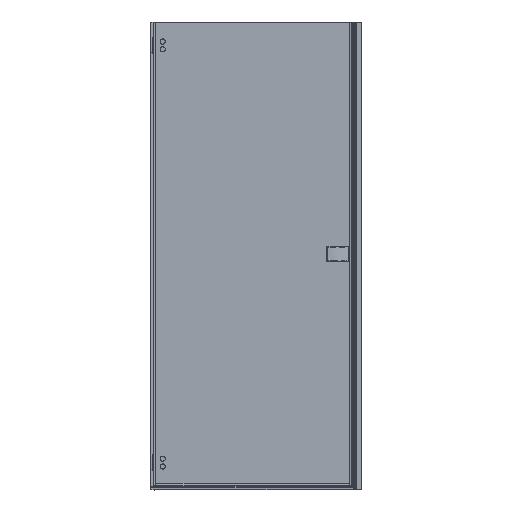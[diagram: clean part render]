
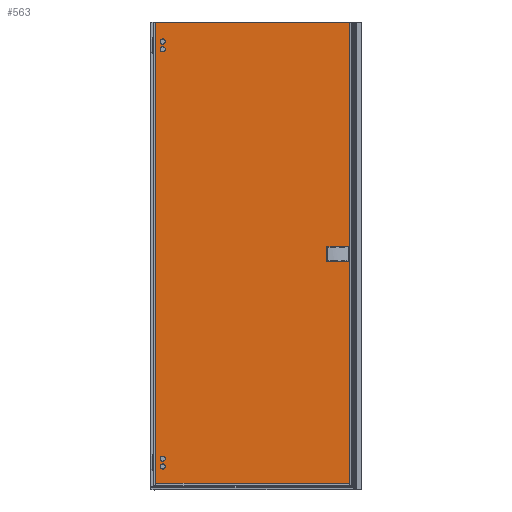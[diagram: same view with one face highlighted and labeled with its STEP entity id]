
A CAD part, top view. The second image highlights one B-rep face of the part: STEP entity #563.
In plain terms, the highlighted planar face has unit normal (0, 0, 1).
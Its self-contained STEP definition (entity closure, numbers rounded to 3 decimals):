
#16=CARTESIAN_POINT('',(374.,17.5,0.));
#17=DIRECTION('',(0.,0.,-1.));
#18=DIRECTION('',(-1.,0.,0.));
#19=AXIS2_PLACEMENT_3D('',#16,#17,#18);
#21=CARTESIAN_POINT('',(374.,17.5,0.));
#22=DIRECTION('',(0.,0.,-1.));
#23=DIRECTION('',(1.,0.,0.));
#24=AXIS2_PLACEMENT_3D('',#21,#22,#23);
#26=CARTESIAN_POINT('',(374.,-17.5,0.));
#27=DIRECTION('',(0.,0.,-1.));
#28=DIRECTION('',(-1.,0.,0.));
#29=AXIS2_PLACEMENT_3D('',#26,#27,#28);
#31=CARTESIAN_POINT('',(374.,-17.5,0.));
#32=DIRECTION('',(0.,0.,-1.));
#33=DIRECTION('',(1.,0.,0.));
#34=AXIS2_PLACEMENT_3D('',#31,#32,#33);
#36=CARTESIAN_POINT('',(-374.,886.,0.));
#37=DIRECTION('',(0.,0.,-1.));
#38=DIRECTION('',(1.,0.,0.));
#39=AXIS2_PLACEMENT_3D('',#36,#37,#38);
#41=CARTESIAN_POINT('',(-374.,886.,0.));
#42=DIRECTION('',(0.,0.,-1.));
#43=DIRECTION('',(0.,1.,0.));
#44=AXIS2_PLACEMENT_3D('',#41,#42,#43);
#46=CARTESIAN_POINT('',(-374.,886.,0.));
#47=DIRECTION('',(0.,0.,-1.));
#48=DIRECTION('',(-1.,0.,0.));
#49=AXIS2_PLACEMENT_3D('',#46,#47,#48);
#51=CARTESIAN_POINT('',(-374.,886.,0.));
#52=DIRECTION('',(0.,0.,-1.));
#53=DIRECTION('',(0.,-1.,0.));
#54=AXIS2_PLACEMENT_3D('',#51,#52,#53);
#56=CARTESIAN_POINT('',(-374.,854.,0.));
#57=DIRECTION('',(0.,0.,-1.));
#58=DIRECTION('',(-1.,0.,0.));
#59=AXIS2_PLACEMENT_3D('',#56,#57,#58);
#61=CARTESIAN_POINT('',(-374.,854.,0.));
#62=DIRECTION('',(0.,0.,-1.));
#63=DIRECTION('',(0.,-1.,0.));
#64=AXIS2_PLACEMENT_3D('',#61,#62,#63);
#66=CARTESIAN_POINT('',(-374.,854.,0.));
#67=DIRECTION('',(0.,0.,-1.));
#68=DIRECTION('',(1.,0.,0.));
#69=AXIS2_PLACEMENT_3D('',#66,#67,#68);
#71=CARTESIAN_POINT('',(-374.,854.,0.));
#72=DIRECTION('',(0.,0.,-1.));
#73=DIRECTION('',(0.,1.,0.));
#74=AXIS2_PLACEMENT_3D('',#71,#72,#73);
#76=CARTESIAN_POINT('',(-374.,-854.,0.));
#77=DIRECTION('',(0.,0.,-1.));
#78=DIRECTION('',(-1.,0.,0.));
#79=AXIS2_PLACEMENT_3D('',#76,#77,#78);
#81=CARTESIAN_POINT('',(-374.,-854.,0.));
#82=DIRECTION('',(0.,0.,-1.));
#83=DIRECTION('',(0.,-1.,0.));
#84=AXIS2_PLACEMENT_3D('',#81,#82,#83);
#86=CARTESIAN_POINT('',(-374.,-854.,0.));
#87=DIRECTION('',(0.,0.,-1.));
#88=DIRECTION('',(1.,0.,0.));
#89=AXIS2_PLACEMENT_3D('',#86,#87,#88);
#91=CARTESIAN_POINT('',(-374.,-854.,0.));
#92=DIRECTION('',(0.,0.,-1.));
#93=DIRECTION('',(0.,1.,0.));
#94=AXIS2_PLACEMENT_3D('',#91,#92,#93);
#96=CARTESIAN_POINT('',(-374.,-886.,0.));
#97=DIRECTION('',(0.,0.,-1.));
#98=DIRECTION('',(-1.,0.,0.));
#99=AXIS2_PLACEMENT_3D('',#96,#97,#98);
#101=CARTESIAN_POINT('',(-374.,-886.,0.));
#102=DIRECTION('',(0.,0.,-1.));
#103=DIRECTION('',(0.,-1.,0.));
#104=AXIS2_PLACEMENT_3D('',#101,#102,#103);
#106=CARTESIAN_POINT('',(-374.,-886.,0.));
#107=DIRECTION('',(0.,0.,-1.));
#108=DIRECTION('',(1.,0.,0.));
#109=AXIS2_PLACEMENT_3D('',#106,#107,#108);
#111=CARTESIAN_POINT('',(-374.,-886.,0.));
#112=DIRECTION('',(0.,0.,-1.));
#113=DIRECTION('',(0.,1.,0.));
#114=AXIS2_PLACEMENT_3D('',#111,#112,#113);
#116=DIRECTION('',(0.,1.,0.));
#117=VECTOR('',#116,1932.);
#118=CARTESIAN_POINT('',(-414.,-966.,0.));
#119=LINE('',#118,#117);
#124=DIRECTION('',(-1.,0.,0.));
#125=VECTOR('',#124,828.);
#126=CARTESIAN_POINT('',(414.,-966.,0.));
#127=LINE('',#126,#125);
#132=DIRECTION('',(0.,-1.,0.));
#133=VECTOR('',#132,1932.);
#134=CARTESIAN_POINT('',(414.,966.,0.));
#135=LINE('',#134,#133);
#140=DIRECTION('',(1.,0.,0.));
#141=VECTOR('',#140,828.);
#142=CARTESIAN_POINT('',(-414.,966.,0.));
#143=LINE('',#142,#141);
#384=CARTESIAN_POINT('',(-414.,-966.,0.));
#385=CARTESIAN_POINT('',(-414.,966.,0.));
#386=VERTEX_POINT('',#384);
#387=VERTEX_POINT('',#385);
#388=CARTESIAN_POINT('',(414.,-966.,0.));
#389=VERTEX_POINT('',#388);
#390=CARTESIAN_POINT('',(414.,966.,0.));
#391=VERTEX_POINT('',#390);
#392=CARTESIAN_POINT('',(369.,17.5,0.));
#393=CARTESIAN_POINT('',(379.,17.5,0.));
#394=VERTEX_POINT('',#392);
#395=VERTEX_POINT('',#393);
#396=CARTESIAN_POINT('',(369.,-17.5,0.));
#397=CARTESIAN_POINT('',(379.,-17.5,0.));
#398=VERTEX_POINT('',#396);
#399=VERTEX_POINT('',#397);
#400=CARTESIAN_POINT('',(-374.,875.,0.));
#401=CARTESIAN_POINT('',(-385.,886.,0.));
#402=VERTEX_POINT('',#400);
#403=VERTEX_POINT('',#401);
#404=CARTESIAN_POINT('',(-363.,886.,0.));
#405=VERTEX_POINT('',#404);
#406=CARTESIAN_POINT('',(-374.,897.,0.));
#407=VERTEX_POINT('',#406);
#408=CARTESIAN_POINT('',(-374.,865.,0.));
#409=CARTESIAN_POINT('',(-363.,854.,0.));
#410=VERTEX_POINT('',#408);
#411=VERTEX_POINT('',#409);
#412=CARTESIAN_POINT('',(-385.,854.,0.));
#413=VERTEX_POINT('',#412);
#414=CARTESIAN_POINT('',(-374.,843.,0.));
#415=VERTEX_POINT('',#414);
#416=CARTESIAN_POINT('',(-374.,-843.,0.));
#417=CARTESIAN_POINT('',(-363.,-854.,0.));
#418=VERTEX_POINT('',#416);
#419=VERTEX_POINT('',#417);
#420=CARTESIAN_POINT('',(-385.,-854.,0.));
#421=VERTEX_POINT('',#420);
#422=CARTESIAN_POINT('',(-374.,-865.,0.));
#423=VERTEX_POINT('',#422);
#424=CARTESIAN_POINT('',(-374.,-875.,0.));
#425=CARTESIAN_POINT('',(-363.,-886.,0.));
#426=VERTEX_POINT('',#424);
#427=VERTEX_POINT('',#425);
#428=CARTESIAN_POINT('',(-385.,-886.,0.));
#429=VERTEX_POINT('',#428);
#430=CARTESIAN_POINT('',(-374.,-897.,0.));
#431=VERTEX_POINT('',#430);
#496=CARTESIAN_POINT('',(0.,0.,0.));
#497=DIRECTION('',(0.,0.,1.));
#498=DIRECTION('',(1.,0.,0.));
#499=AXIS2_PLACEMENT_3D('',#496,#497,#498);
#500=PLANE('',#499);
#502=ORIENTED_EDGE('',*,*,#501,.T.);
#504=ORIENTED_EDGE('',*,*,#503,.T.);
#506=ORIENTED_EDGE('',*,*,#505,.T.);
#508=ORIENTED_EDGE('',*,*,#507,.T.);
#509=EDGE_LOOP('',(#502,#504,#506,#508));
#510=FACE_OUTER_BOUND('',#509,.F.);
#512=ORIENTED_EDGE('',*,*,#511,.F.);
#514=ORIENTED_EDGE('',*,*,#513,.F.);
#515=EDGE_LOOP('',(#512,#514));
#516=FACE_BOUND('',#515,.F.);
#518=ORIENTED_EDGE('',*,*,#517,.F.);
#520=ORIENTED_EDGE('',*,*,#519,.F.);
#521=EDGE_LOOP('',(#518,#520));
#522=FACE_BOUND('',#521,.F.);
#524=ORIENTED_EDGE('',*,*,#523,.F.);
#526=ORIENTED_EDGE('',*,*,#525,.F.);
#528=ORIENTED_EDGE('',*,*,#527,.F.);
#530=ORIENTED_EDGE('',*,*,#529,.F.);
#531=EDGE_LOOP('',(#524,#526,#528,#530));
#532=FACE_BOUND('',#531,.F.);
#534=ORIENTED_EDGE('',*,*,#533,.F.);
#536=ORIENTED_EDGE('',*,*,#535,.F.);
#538=ORIENTED_EDGE('',*,*,#537,.F.);
#540=ORIENTED_EDGE('',*,*,#539,.F.);
#541=EDGE_LOOP('',(#534,#536,#538,#540));
#542=FACE_BOUND('',#541,.F.);
#544=ORIENTED_EDGE('',*,*,#543,.F.);
#546=ORIENTED_EDGE('',*,*,#545,.F.);
#548=ORIENTED_EDGE('',*,*,#547,.F.);
#550=ORIENTED_EDGE('',*,*,#549,.F.);
#551=EDGE_LOOP('',(#544,#546,#548,#550));
#552=FACE_BOUND('',#551,.F.);
#554=ORIENTED_EDGE('',*,*,#553,.F.);
#556=ORIENTED_EDGE('',*,*,#555,.F.);
#558=ORIENTED_EDGE('',*,*,#557,.F.);
#560=ORIENTED_EDGE('',*,*,#559,.F.);
#561=EDGE_LOOP('',(#554,#556,#558,#560));
#562=FACE_BOUND('',#561,.F.);
#20=CIRCLE('',#19,5.);
#25=CIRCLE('',#24,5.);
#30=CIRCLE('',#29,5.);
#35=CIRCLE('',#34,5.);
#40=CIRCLE('',#39,11.);
#45=CIRCLE('',#44,11.);
#50=CIRCLE('',#49,11.);
#55=CIRCLE('',#54,11.);
#60=CIRCLE('',#59,11.);
#65=CIRCLE('',#64,11.);
#70=CIRCLE('',#69,11.);
#75=CIRCLE('',#74,11.);
#80=CIRCLE('',#79,11.);
#85=CIRCLE('',#84,11.);
#90=CIRCLE('',#89,11.);
#95=CIRCLE('',#94,11.);
#100=CIRCLE('',#99,11.);
#105=CIRCLE('',#104,11.);
#110=CIRCLE('',#109,11.);
#115=CIRCLE('',#114,11.);
#501=EDGE_CURVE('',#386,#387,#119,.T.);
#503=EDGE_CURVE('',#387,#391,#143,.T.);
#505=EDGE_CURVE('',#391,#389,#135,.T.);
#507=EDGE_CURVE('',#389,#386,#127,.T.);
#511=EDGE_CURVE('',#394,#395,#20,.T.);
#513=EDGE_CURVE('',#395,#394,#25,.T.);
#517=EDGE_CURVE('',#398,#399,#30,.T.);
#519=EDGE_CURVE('',#399,#398,#35,.T.);
#523=EDGE_CURVE('',#405,#402,#40,.T.);
#525=EDGE_CURVE('',#407,#405,#45,.T.);
#527=EDGE_CURVE('',#403,#407,#50,.T.);
#529=EDGE_CURVE('',#402,#403,#55,.T.);
#533=EDGE_CURVE('',#413,#410,#60,.T.);
#535=EDGE_CURVE('',#415,#413,#65,.T.);
#537=EDGE_CURVE('',#411,#415,#70,.T.);
#539=EDGE_CURVE('',#410,#411,#75,.T.);
#543=EDGE_CURVE('',#421,#418,#80,.T.);
#545=EDGE_CURVE('',#423,#421,#85,.T.);
#547=EDGE_CURVE('',#419,#423,#90,.T.);
#549=EDGE_CURVE('',#418,#419,#95,.T.);
#553=EDGE_CURVE('',#429,#426,#100,.T.);
#555=EDGE_CURVE('',#431,#429,#105,.T.);
#557=EDGE_CURVE('',#427,#431,#110,.T.);
#559=EDGE_CURVE('',#426,#427,#115,.T.);
#563=ADVANCED_FACE('',(#510,#516,#522,#532,#542,#552,#562),#500,.T.);
